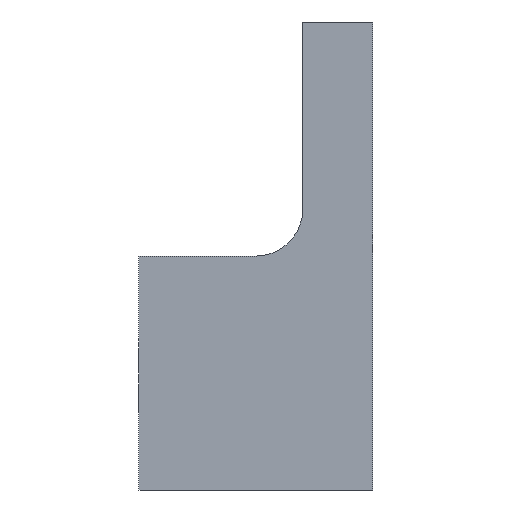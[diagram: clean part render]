
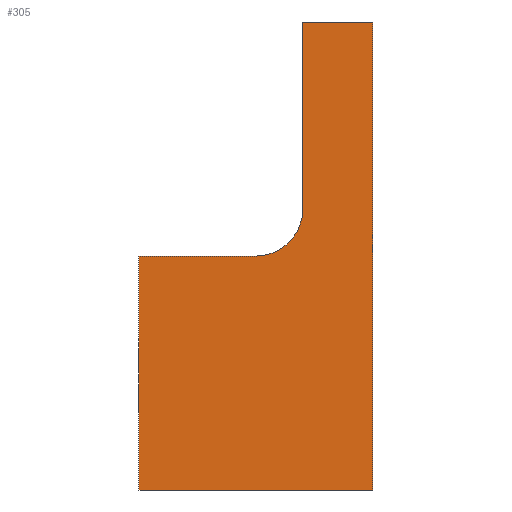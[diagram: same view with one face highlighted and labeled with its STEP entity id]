
A CAD part, front view. The second image highlights one B-rep face of the part: STEP entity #305.
In plain terms, the highlighted planar face has unit normal (0, -1, 0).
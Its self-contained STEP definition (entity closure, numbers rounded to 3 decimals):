
#21=PLANE('',#339);
#35=FACE_OUTER_BOUND('',#51,.T.);
#51=EDGE_LOOP('',(#231,#232,#233,#234,#235,#236,#237));
#73=LINE('',#458,#107);
#79=LINE('',#476,#113);
#80=LINE('',#478,#114);
#81=LINE('',#480,#115);
#82=LINE('',#482,#116);
#83=LINE('',#483,#117);
#107=VECTOR('',#371,10.);
#113=VECTOR('',#387,10.);
#114=VECTOR('',#388,10.);
#115=VECTOR('',#389,10.);
#116=VECTOR('',#390,10.);
#117=VECTOR('',#391,10.);
#136=CIRCLE('',#333,2.);
#145=VERTEX_POINT('',#444);
#146=VERTEX_POINT('',#446);
#150=VERTEX_POINT('',#456);
#157=VERTEX_POINT('',#475);
#158=VERTEX_POINT('',#477);
#159=VERTEX_POINT('',#479);
#160=VERTEX_POINT('',#481);
#173=EDGE_CURVE('',#145,#146,#136,.T.);
#179=EDGE_CURVE('',#145,#150,#73,.T.);
#187=EDGE_CURVE('',#157,#146,#79,.T.);
#188=EDGE_CURVE('',#150,#158,#80,.T.);
#189=EDGE_CURVE('',#158,#159,#81,.T.);
#190=EDGE_CURVE('',#159,#160,#82,.T.);
#191=EDGE_CURVE('',#160,#157,#83,.T.);
#231=ORIENTED_EDGE('',*,*,#187,.T.);
#232=ORIENTED_EDGE('',*,*,#173,.F.);
#233=ORIENTED_EDGE('',*,*,#179,.T.);
#234=ORIENTED_EDGE('',*,*,#188,.T.);
#235=ORIENTED_EDGE('',*,*,#189,.T.);
#236=ORIENTED_EDGE('',*,*,#190,.T.);
#237=ORIENTED_EDGE('',*,*,#191,.T.);
#305=ADVANCED_FACE('',(#35),#21,.T.);
#333=AXIS2_PLACEMENT_3D('',#447,#362,#363);
#339=AXIS2_PLACEMENT_3D('',#474,#385,#386);
#362=DIRECTION('center_axis',(0.,-1.,0.));
#363=DIRECTION('ref_axis',(0.707,0.,-0.707));
#371=DIRECTION('',(-1.,0.,0.));
#385=DIRECTION('center_axis',(0.,-1.,0.));
#386=DIRECTION('ref_axis',(0.,0.,-1.));
#387=DIRECTION('',(0.,0.,-1.));
#388=DIRECTION('',(0.,0.,-1.));
#389=DIRECTION('',(1.,0.,0.));
#390=DIRECTION('',(0.,0.,1.));
#391=DIRECTION('',(-1.,0.,0.));
#444=CARTESIAN_POINT('',(-2.,-4.,10.));
#446=CARTESIAN_POINT('',(0.,-4.,12.));
#447=CARTESIAN_POINT('Origin',(-2.,-4.,12.));
#456=CARTESIAN_POINT('',(-7.,-4.,10.));
#458=CARTESIAN_POINT('',(0.,-4.,10.));
#474=CARTESIAN_POINT('Origin',(0.,-4.,20.));
#475=CARTESIAN_POINT('',(0.,-4.,20.));
#476=CARTESIAN_POINT('',(0.,-4.,20.));
#477=CARTESIAN_POINT('',(-7.,-4.,0.));
#478=CARTESIAN_POINT('',(-7.,-4.,10.));
#479=CARTESIAN_POINT('',(3.,-4.,0.));
#480=CARTESIAN_POINT('',(0.,-4.,0.));
#481=CARTESIAN_POINT('',(3.,-4.,20.));
#482=CARTESIAN_POINT('',(3.,-4.,20.));
#483=CARTESIAN_POINT('',(0.,-4.,20.));
